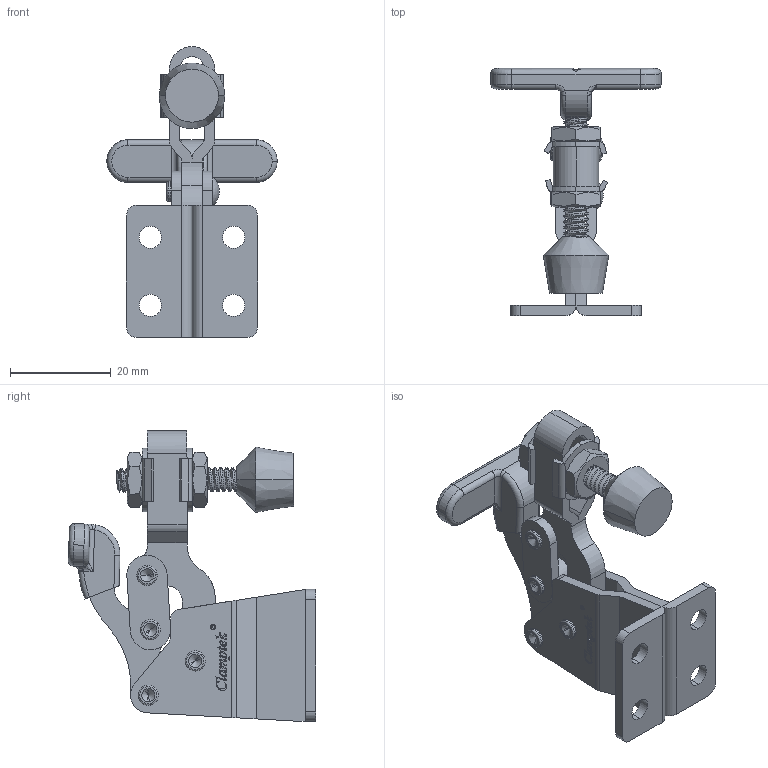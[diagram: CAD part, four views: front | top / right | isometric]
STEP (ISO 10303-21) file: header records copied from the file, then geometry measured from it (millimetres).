
FILE_DESCRIPTION (( 'STEP AP203' ), '1' );
FILE_NAME ('CH-13005-HB.STEP', '2017-11-04T02:55:52', ( 'Windows' ), ( 'Microsoft' ), 'SwSTEP 2.0', 'SolidWorks 2015', '' );
FILE_SCHEMA (( 'CONFIG_CONTROL_DESIGN' ));
Length unit declared in the file: millimetre
Products named in the file (9): CH-13005-03 T-HANDLE; CH-13005-04 CONNECTING-PLATE; CH-FC-10138 Nut; CH-FC-10138 SPINDLE SUPPLIED; CH-13005-HB; CH-13005-HB-01 FLANGED BASE; CH-13005-05 ; CH-FW-100; CH-13005-02 U-BAR
Assembly tree (14 placements, depth 2):
  CH-13005-HB
    CH-13005-HB-01 FLANGED BASE
    CH-13005-05   x4
    CH-FW-100  x2
    CH-13005-02 U-BAR
    CH-13005-03 T-HANDLE
    CH-13005-04 CONNECTING-PLATE  x2
    CH-FC-10138 Nut  x2
    CH-FC-10138 SPINDLE SUPPLIED
Bounding box: 33.8 x 49.05 x 57.71 mm (x, y, z)
Volume: 10706.1 mm3; surface area: 11877.9 mm2
Topology: 15 solids, 16 shells, 743 faces, 1973 edges, 1292 vertices
Faces by surface type: plane 286, bspline 205, cylinder 190, torus 29, cone 25, sphere 8
Entity records: 32006 total; most frequent: CARTESIAN_POINT 16147, ORIENTED_EDGE 3490, DIRECTION 2363, EDGE_CURVE 1745, VERTEX_POINT 1150, VECTOR 947, LINE 947, EDGE_LOOP 717
